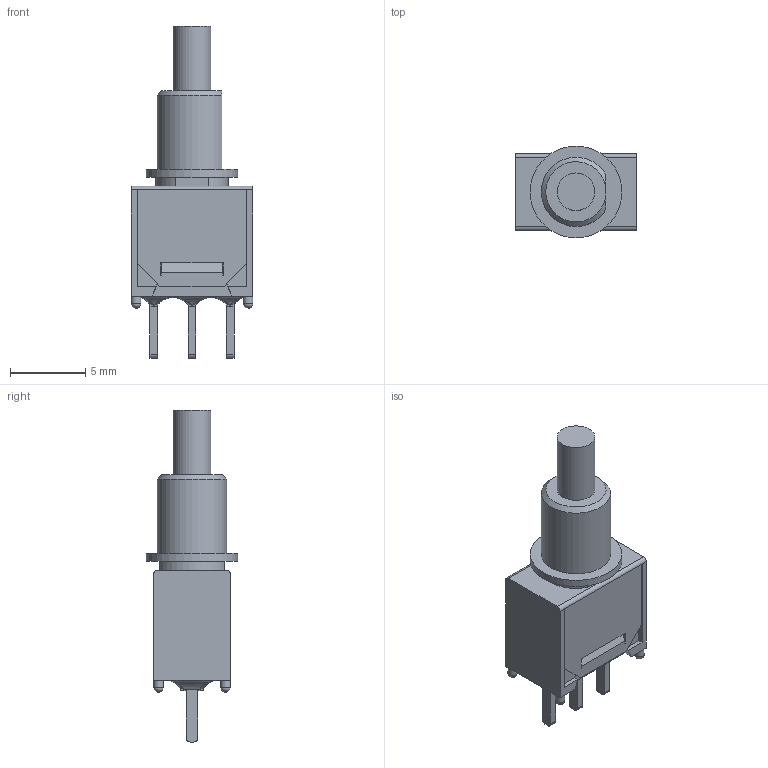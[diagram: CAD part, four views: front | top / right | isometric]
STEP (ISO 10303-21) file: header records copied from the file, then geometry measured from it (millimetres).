
FILE_DESCRIPTION((' '),'2;1');
FILE_NAME('800CSPxB6M2xE.stp','2017-08-02T10:49:00',(' '),(' '),' ','ACIS',' ');
FILE_SCHEMA(('CONFIG_CONTROL_DESIGN'));
Length unit declared in the file: inch
Products named in the file (1): 800CSPxB6M2xE.stp
Bounding box: 8.1 x 6.1 x 22.05 mm (x, y, z)
Volume: 299.4 mm3; surface area: 663.5 mm2
Topology: 1 solids, 2 shells, 142 faces, 383 edges, 244 vertices
Faces by surface type: plane 106, cylinder 23, bspline 8, sphere 4, cone 1
Full cylindrical faces by diameter (mm): 0.65 x4, 2.5 x1, 6.1 x1
Entity records: 4846 total; most frequent: CARTESIAN_POINT 1325, ORIENTED_EDGE 734, DIRECTION 645, EDGE_CURVE 367, VECTOR 281, LINE 281, VERTEX_POINT 238, AXIS2_PLACEMENT_3D 182
